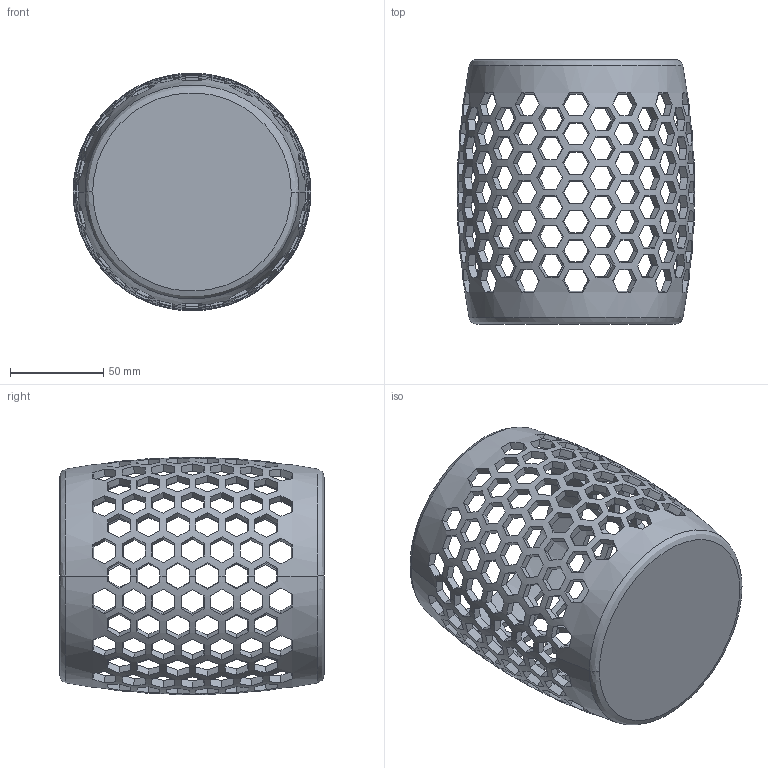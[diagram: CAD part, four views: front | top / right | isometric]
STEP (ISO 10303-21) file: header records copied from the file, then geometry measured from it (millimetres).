
FILE_DESCRIPTION(('FreeCAD Model'),'2;1');
FILE_NAME('Open CASCADE Shape Model','2025-05-03T14:02:28',('FreeCAD'),( 'FreeCAD'),'Open CASCADE STEP processor 7.6','FreeCAD','Unknown');
FILE_SCHEMA(('AUTOMOTIVE_DESIGN { 1 0 10303 214 1 1 1 1 }'));
Products named in the file (1): Open CASCADE STEP translator 7.6 1
Bounding box: 127.25 x 141.39 x 126.96 mm (x, y, z)
Volume: 157001.3 mm3; surface area: 109339.9 mm2
Topology: 1 solids, 1 shells, 1103 faces, 3368 edges, 2244 vertices
Faces by surface type: bspline 1103
Entity records: 60948 total; most frequent: CARTESIAN_POINT 41313, ORIENTED_EDGE 6736, EDGE_CURVE 3368, B_SPLINE_CURVE_WITH_KNOTS 2548, VERTEX_POINT 2244, FACE_BOUND 1444, EDGE_LOOP 1444, ADVANCED_FACE 1103
